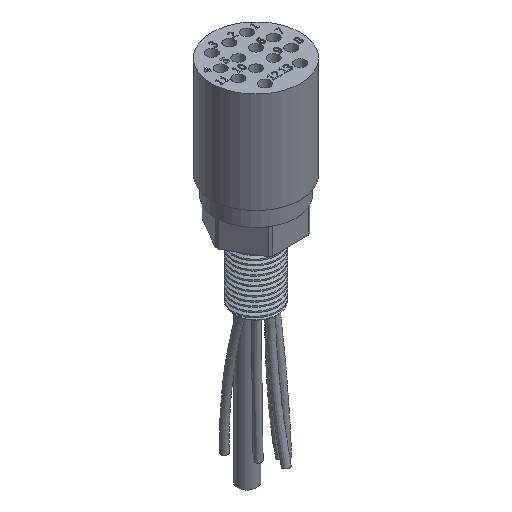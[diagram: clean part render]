
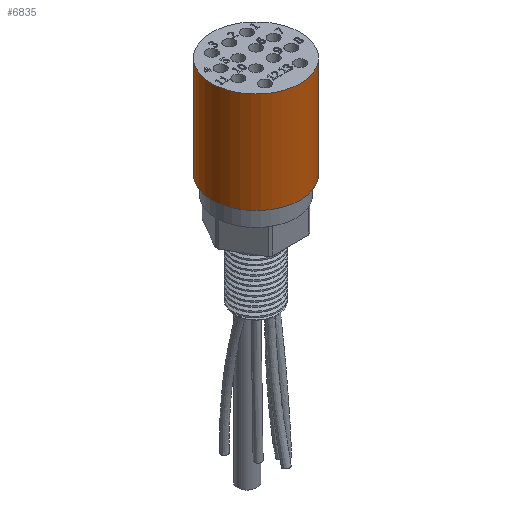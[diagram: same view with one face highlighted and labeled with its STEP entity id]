
A CAD part, isometric view. The second image highlights one B-rep face of the part: STEP entity #6835.
In plain terms, the highlighted cylindrical face has radius 12.5 mm (diameter 25 mm), a full revolution.
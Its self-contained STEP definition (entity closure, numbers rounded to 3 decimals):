
#1145=CYLINDRICAL_SURFACE($,#7095,12.5);
#1225=FACE_BOUND($,#2239,.T.);
#1250=CIRCLE($,#7009,12.5);
#1276=CIRCLE($,#7096,12.5);
#1810=FACE_OUTER_BOUND($,#2238,.T.);
#2238=EDGE_LOOP($,(#5953));
#2239=EDGE_LOOP($,(#5954));
#3136=VERTEX_POINT($,#14343);
#3191=VERTEX_POINT($,#14935);
#4041=EDGE_CURVE($,#3136,#3136,#1250,.T.);
#4115=EDGE_CURVE($,#3191,#3191,#1276,.T.);
#5953=ORIENTED_EDGE($,*,*,#4115,.T.);
#5954=ORIENTED_EDGE($,*,*,#4041,.T.);
#6835=ADVANCED_FACE($,(#1810,#1225),#1145,.T.);
#7009=AXIS2_PLACEMENT_3D($,#14344,#7951,#7952);
#7095=AXIS2_PLACEMENT_3D($,#14934,#8161,#8162);
#7096=AXIS2_PLACEMENT_3D($,#14936,#8163,#8164);
#7951=DIRECTION('center_axis',(0.,0.,-1.));
#7952=DIRECTION('ref_axis',(-1.,0.,0.));
#8161=DIRECTION('center_axis',(0.,0.,-1.));
#8162=DIRECTION('ref_axis',(-1.,0.,0.));
#8163=DIRECTION('center_axis',(0.,0.,1.));
#8164=DIRECTION('ref_axis',(-1.,0.,0.));
#14343=CARTESIAN_POINT('',(12.5,0.,14.));
#14344=CARTESIAN_POINT('Origin',(0.,0.,14.));
#14934=CARTESIAN_POINT('Origin',(0.,0.,14.));
#14935=CARTESIAN_POINT('',(12.5,0.,-14.5));
#14936=CARTESIAN_POINT('Origin',(0.,0.,-14.5));
